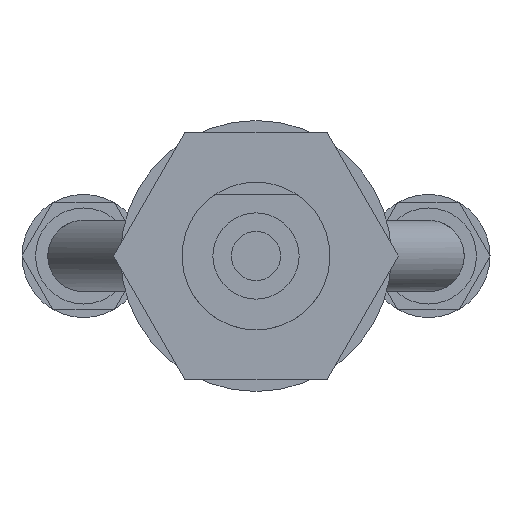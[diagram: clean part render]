
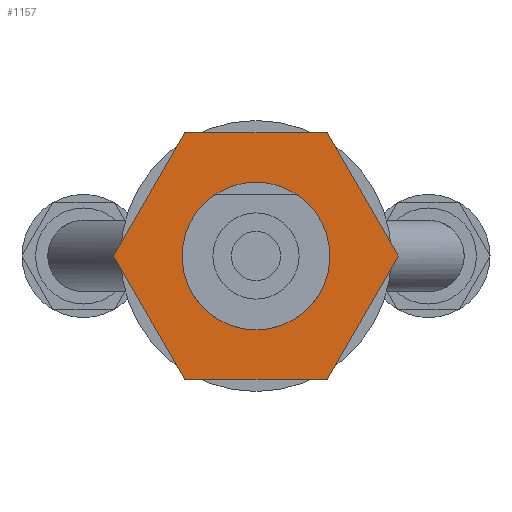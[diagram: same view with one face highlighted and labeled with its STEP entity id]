
A CAD part, left-side view. The second image highlights one B-rep face of the part: STEP entity #1157.
In plain terms, the highlighted planar face has unit normal (-1, 0, 0).
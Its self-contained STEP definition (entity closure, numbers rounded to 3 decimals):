
#83=FACE_BOUND($,#279,.T.);
#158=FACE_OUTER_BOUND($,#278,.T.);
#278=EDGE_LOOP($,(#932,#933,#934,#935,#936,#937));
#279=EDGE_LOOP($,(#938));
#358=CIRCLE($,#1316,3.);
#410=LINE($,#1952,#486);
#411=LINE($,#1954,#487);
#412=LINE($,#1956,#488);
#413=LINE($,#1958,#489);
#414=LINE($,#1960,#490);
#415=LINE($,#1961,#491);
#486=VECTOR($,#1621,5.774);
#487=VECTOR($,#1622,5.774);
#488=VECTOR($,#1623,5.774);
#489=VECTOR($,#1624,5.774);
#490=VECTOR($,#1625,5.774);
#491=VECTOR($,#1626,5.774);
#584=VERTEX_POINT($,#1950);
#585=VERTEX_POINT($,#1951);
#586=VERTEX_POINT($,#1953);
#587=VERTEX_POINT($,#1955);
#588=VERTEX_POINT($,#1957);
#589=VERTEX_POINT($,#1959);
#590=VERTEX_POINT($,#1962);
#708=EDGE_CURVE($,#584,#585,#410,.T.);
#709=EDGE_CURVE($,#585,#586,#411,.T.);
#710=EDGE_CURVE($,#586,#587,#412,.T.);
#711=EDGE_CURVE($,#587,#588,#413,.T.);
#712=EDGE_CURVE($,#588,#589,#414,.T.);
#713=EDGE_CURVE($,#589,#584,#415,.T.);
#714=EDGE_CURVE($,#590,#590,#358,.T.);
#932=ORIENTED_EDGE($,*,*,#708,.T.);
#933=ORIENTED_EDGE($,*,*,#709,.T.);
#934=ORIENTED_EDGE($,*,*,#710,.T.);
#935=ORIENTED_EDGE($,*,*,#711,.T.);
#936=ORIENTED_EDGE($,*,*,#712,.T.);
#937=ORIENTED_EDGE($,*,*,#713,.T.);
#938=ORIENTED_EDGE($,*,*,#714,.F.);
#1072=PLANE($,#1315);
#1157=ADVANCED_FACE($,(#158,#83),#1072,.F.);
#1315=AXIS2_PLACEMENT_3D($,#1949,#1619,#1620);
#1316=AXIS2_PLACEMENT_3D($,#1963,#1627,#1628);
#1619=DIRECTION('center_axis',(1.,0.,0.));
#1620=DIRECTION('ref_axis',(0.,1.,0.));
#1621=DIRECTION($,(0.,0.5,-0.866));
#1622=DIRECTION($,(0.,-0.5,-0.866));
#1623=DIRECTION($,(0.,-1.,0.));
#1624=DIRECTION($,(0.,-0.5,0.866));
#1625=DIRECTION($,(0.,0.5,0.866));
#1626=DIRECTION($,(0.,1.,0.));
#1627=DIRECTION('center_axis',(-1.,0.,0.));
#1628=DIRECTION('ref_axis',(0.,-1.,0.));
#1949=CARTESIAN_POINT('Origin',(-10.,0.,10.));
#1950=CARTESIAN_POINT('',(-10.,2.887,5.));
#1951=CARTESIAN_POINT('',(-10.,5.774,0.));
#1952=CARTESIAN_POINT($,(-10.,2.887,5.));
#1953=CARTESIAN_POINT('',(-10.,2.887,-5.));
#1954=CARTESIAN_POINT($,(-10.,5.774,0.));
#1955=CARTESIAN_POINT('',(-10.,-2.887,-5.));
#1956=CARTESIAN_POINT($,(-10.,2.887,-5.));
#1957=CARTESIAN_POINT('',(-10.,-5.774,0.));
#1958=CARTESIAN_POINT($,(-10.,-2.887,-5.));
#1959=CARTESIAN_POINT('',(-10.,-2.887,5.));
#1960=CARTESIAN_POINT($,(-10.,-5.774,0.));
#1961=CARTESIAN_POINT($,(-10.,-2.887,5.));
#1962=CARTESIAN_POINT('',(-10.,3.,0.));
#1963=CARTESIAN_POINT('Origin',(-10.,0.,0.));
